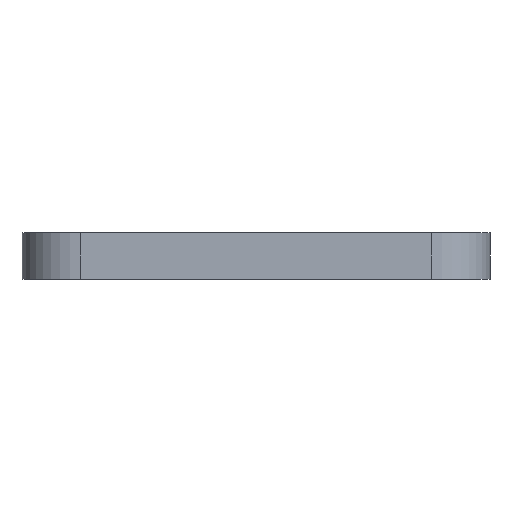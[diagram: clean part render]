
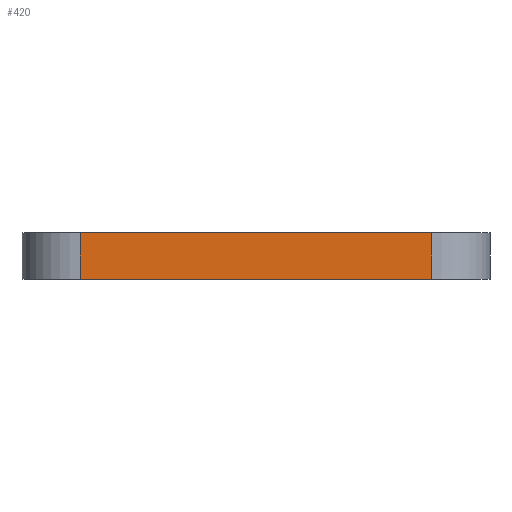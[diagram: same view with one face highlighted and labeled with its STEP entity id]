
A CAD part, front view. The second image highlights one B-rep face of the part: STEP entity #420.
In plain terms, the highlighted planar face has unit normal (0, -1, 0).
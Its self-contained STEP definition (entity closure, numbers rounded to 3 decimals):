
#17 = VECTOR ( 'NONE', #947, 1000. ) ;
#32 = PLANE ( 'NONE',  #84 ) ;
#46 = EDGE_CURVE ( 'NONE', #948, #1264, #888, .T. ) ;
#84 = AXIS2_PLACEMENT_3D ( 'NONE', #916, #580, #981 ) ;
#167 = VECTOR ( 'NONE', #218, 1000. ) ;
#218 = DIRECTION ( 'NONE',  ( 0., 0., -1. ) ) ;
#237 = EDGE_CURVE ( 'NONE', #1363, #1264, #398, .T. ) ;
#394 = CARTESIAN_POINT ( 'NONE',  ( 5., 0., 4. ) ) ;
#398 = LINE ( 'NONE', #917, #1256 ) ;
#420 = ADVANCED_FACE ( 'NONE', ( #940 ), #32, .F. ) ;
#448 = EDGE_LOOP ( 'NONE', ( #453, #1033, #1054, #1113 ) ) ;
#453 = ORIENTED_EDGE ( 'NONE', *, *, #939, .T. ) ;
#551 = EDGE_CURVE ( 'NONE', #1363, #1026, #909, .T. ) ;
#580 = DIRECTION ( 'NONE',  ( 0., 1., 0. ) ) ;
#720 = LINE ( 'NONE', #1328, #1272 ) ;
#884 = CARTESIAN_POINT ( 'NONE',  ( 35., 0., 0. ) ) ;
#888 = LINE ( 'NONE', #1061, #17 ) ;
#909 = LINE ( 'NONE', #951, #167 ) ;
#916 = CARTESIAN_POINT ( 'NONE',  ( 0., 0., 4. ) ) ;
#917 = CARTESIAN_POINT ( 'NONE',  ( 0., 0., 4. ) ) ;
#939 = EDGE_CURVE ( 'NONE', #1026, #948, #720, .T. ) ;
#940 = FACE_OUTER_BOUND ( 'NONE', #448, .T. ) ;
#947 = DIRECTION ( 'NONE',  ( 0., 0., 1. ) ) ;
#948 = VERTEX_POINT ( 'NONE', #884 ) ;
#951 = CARTESIAN_POINT ( 'NONE',  ( 5., 0., 4. ) ) ;
#981 = DIRECTION ( 'NONE',  ( 0., 0., 1. ) ) ;
#1026 = VERTEX_POINT ( 'NONE', #1274 ) ;
#1033 = ORIENTED_EDGE ( 'NONE', *, *, #46, .T. ) ;
#1054 = ORIENTED_EDGE ( 'NONE', *, *, #237, .F. ) ;
#1061 = CARTESIAN_POINT ( 'NONE',  ( 35., 0., 4. ) ) ;
#1105 = DIRECTION ( 'NONE',  ( 1., 0., 0. ) ) ;
#1113 = ORIENTED_EDGE ( 'NONE', *, *, #551, .T. ) ;
#1192 = DIRECTION ( 'NONE',  ( 1., 0., 0. ) ) ;
#1237 = CARTESIAN_POINT ( 'NONE',  ( 35., 0., 4. ) ) ;
#1256 = VECTOR ( 'NONE', #1192, 1000. ) ;
#1264 = VERTEX_POINT ( 'NONE', #1237 ) ;
#1272 = VECTOR ( 'NONE', #1105, 1000. ) ;
#1274 = CARTESIAN_POINT ( 'NONE',  ( 5., 0., 0. ) ) ;
#1328 = CARTESIAN_POINT ( 'NONE',  ( 0., 0., 0. ) ) ;
#1363 = VERTEX_POINT ( 'NONE', #394 ) ;
